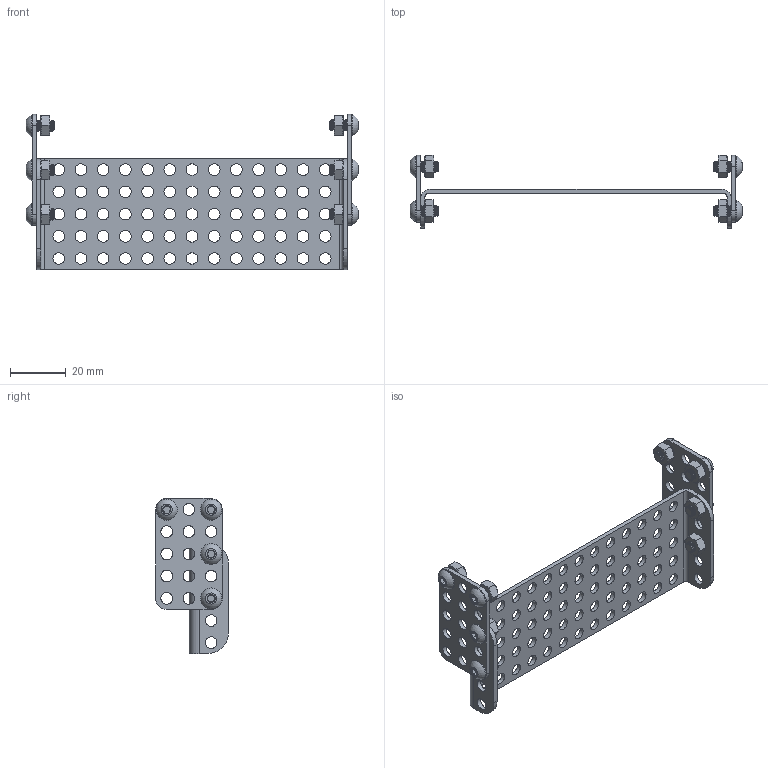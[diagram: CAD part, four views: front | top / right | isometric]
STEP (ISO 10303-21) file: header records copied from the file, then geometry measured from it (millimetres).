
FILE_DESCRIPTION( ( '' ), ' ' );
FILE_NAME( '5e2f038481632712b220e663.step', '2020-01-27T15:36:36', ( '' ), ( '' ), ' ', ' ', ' ' );
FILE_SCHEMA( ( 'AUTOMOTIVE_DESIGN { 1 0 10303 214 1 1 1 1 }' ) );
Length unit declared in the file: metre
Products named in the file (6): BB *Step 5 <1>; 2802-0004-0008; 2801-0004-0032; 04-0305 3x5 Gusset Plate; 05-0513 5x13 Flanged Plate; Assem1
Assembly tree (20 placements, depth 3):
  Assem1
    2802-0004-0008  x4
    2801-0004-0032  x4
    BB *Step 5 <1>
      2802-0004-0008  x4
      2801-0004-0032  x4
      04-0305 3x5 Gusset Plate  x2
      05-0513 5x13 Flanged Plate
Bounding box: 119.6 x 26.34 x 55.92 mm (x, y, z)
Volume: 11136.4 mm3; surface area: 18465.6 mm2
Topology: 19 solids, 19 shells, 535 faces, 1876 edges, 1403 vertices
Faces by surface type: cone 168, plane 166, cylinder 161, bspline 32, sphere 8
Full cylindrical faces by diameter (mm): 4.2 x105, 7.6 x8
Entity records: 10293 total; most frequent: CARTESIAN_POINT 4190, ORIENTED_EDGE 910, DIRECTION 818, EDGE_CURVE 455, EDGE_LOOP 444, VERTEX_POINT 391, AXIS2_PLACEMENT_3D 384, FACE_OUTER_BOUND 258
